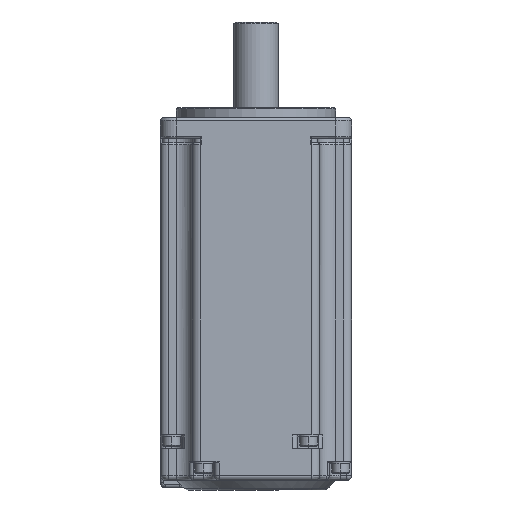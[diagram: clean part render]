
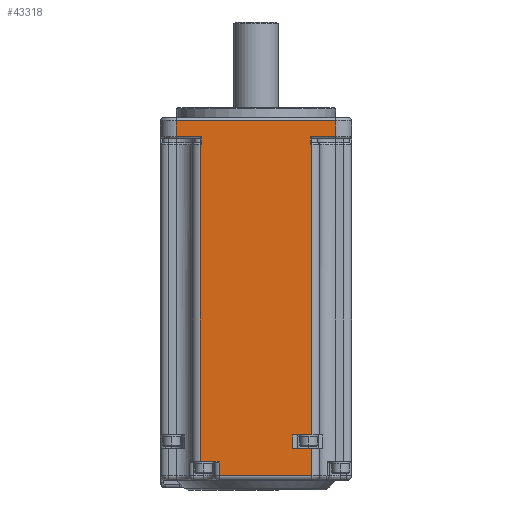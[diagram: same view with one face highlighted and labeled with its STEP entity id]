
A CAD part, front view. The second image highlights one B-rep face of the part: STEP entity #43318.
In plain terms, the highlighted planar face has unit normal (0, -1, 0).
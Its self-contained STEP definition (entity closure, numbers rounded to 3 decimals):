
#745=CARTESIAN_POINT('',(-125.,-30.,-1.));
#746=VERTEX_POINT('',#745);
#747=CARTESIAN_POINT('',(-125.,-30.,-6.));
#748=VERTEX_POINT('',#747);
#749=CARTESIAN_POINT('',(-125.,-30.,-1.));
#750=DIRECTION('',(0.,0.,-1.));
#751=VECTOR('',#750,5.);
#752=LINE('',#749,#751);
#753=EDGE_CURVE('',#746,#748,#752,.T.);
#953=CARTESIAN_POINT('',(-167.5,-30.,-108.));
#954=VERTEX_POINT('',#953);
#962=CARTESIAN_POINT('',(-167.5,-30.,-8.5));
#963=VERTEX_POINT('',#962);
#964=CARTESIAN_POINT('',(-167.5,-30.,-8.5));
#965=DIRECTION('',(0.,0.,-1.));
#966=VECTOR('',#965,99.5);
#967=LINE('',#964,#966);
#968=EDGE_CURVE('',#963,#954,#967,.T.);
#993=CARTESIAN_POINT('',(-132.5,-30.,-99.7));
#994=VERTEX_POINT('',#993);
#1012=CARTESIAN_POINT('',(-132.5,-30.,-8.5));
#1013=VERTEX_POINT('',#1012);
#1021=CARTESIAN_POINT('',(-132.5,-30.,-8.5));
#1022=DIRECTION('',(0.,0.,-1.));
#1023=VECTOR('',#1022,91.2);
#1024=LINE('',#1021,#1023);
#1025=EDGE_CURVE('',#1013,#994,#1024,.T.);
#1933=CARTESIAN_POINT('',(-133.,-30.,-8.5));
#1934=VERTEX_POINT('',#1933);
#1943=CARTESIAN_POINT('',(-133.,-30.,-8.5));
#1944=DIRECTION('',(1.,0.,0.));
#1945=VECTOR('',#1944,0.5);
#1946=LINE('',#1943,#1945);
#1947=EDGE_CURVE('',#1934,#1013,#1946,.T.);
#1971=CARTESIAN_POINT('',(-133.,-30.,-6.));
#1972=VERTEX_POINT('',#1971);
#1981=CARTESIAN_POINT('',(-133.,-30.,-6.));
#1982=DIRECTION('',(0.,0.,-1.));
#1983=VECTOR('',#1982,2.5);
#1984=LINE('',#1981,#1983);
#1985=EDGE_CURVE('',#1972,#1934,#1984,.T.);
#1998=CARTESIAN_POINT('',(-125.,-30.,-6.));
#1999=DIRECTION('',(-1.,0.,0.));
#2000=VECTOR('',#1999,8.);
#2001=LINE('',#1998,#2000);
#2002=EDGE_CURVE('',#748,#1972,#2001,.T.);
#2012=CARTESIAN_POINT('',(-175.,-30.,-1.));
#2013=VERTEX_POINT('',#2012);
#2021=CARTESIAN_POINT('',(-175.,-30.,-1.));
#2022=DIRECTION('',(1.,0.,0.));
#2023=VECTOR('',#2022,50.);
#2024=LINE('',#2021,#2023);
#2025=EDGE_CURVE('',#2013,#746,#2024,.T.);
#2047=CARTESIAN_POINT('',(-175.,-30.,-6.));
#2048=VERTEX_POINT('',#2047);
#2056=CARTESIAN_POINT('',(-175.,-30.,-6.));
#2057=DIRECTION('',(0.,0.,1.));
#2058=VECTOR('',#2057,5.);
#2059=LINE('',#2056,#2058);
#2060=EDGE_CURVE('',#2048,#2013,#2059,.T.);
#2079=CARTESIAN_POINT('',(-167.,-30.,-6.));
#2080=VERTEX_POINT('',#2079);
#2089=CARTESIAN_POINT('',(-167.,-30.,-6.));
#2090=DIRECTION('',(-1.,0.,0.));
#2091=VECTOR('',#2090,8.);
#2092=LINE('',#2089,#2091);
#2093=EDGE_CURVE('',#2080,#2048,#2092,.T.);
#2132=CARTESIAN_POINT('',(-167.,-30.,-8.5));
#2133=VERTEX_POINT('',#2132);
#2134=CARTESIAN_POINT('',(-167.,-30.,-8.5));
#2135=DIRECTION('',(0.,0.,1.));
#2136=VECTOR('',#2135,2.5);
#2137=LINE('',#2134,#2136);
#2138=EDGE_CURVE('',#2133,#2080,#2137,.T.);
#2177=CARTESIAN_POINT('',(-167.5,-30.,-8.5));
#2178=DIRECTION('',(1.,0.,0.));
#2179=VECTOR('',#2178,0.5);
#2180=LINE('',#2177,#2179);
#2181=EDGE_CURVE('',#963,#2133,#2180,.T.);
#43237=CARTESIAN_POINT('',(-150.,-30.,-56.75));
#43238=DIRECTION('',(0.,0.,-1.));
#43239=DIRECTION('',(0.,-1.,0.));
#43240=AXIS2_PLACEMENT_3D('',#43237,#43239,#43238);
#43241=PLANE('',#43240);
#43242=CARTESIAN_POINT('',(-162.597,-30.,-108.));
#43243=VERTEX_POINT('',#43242);
#43244=CARTESIAN_POINT('',(-167.5,-30.,-108.));
#43245=DIRECTION('',(1.,0.,0.));
#43246=VECTOR('',#43245,4.903);
#43247=LINE('',#43244,#43246);
#43248=EDGE_CURVE('',#954,#43243,#43247,.T.);
#43249=ORIENTED_EDGE('',*,*,#43248,.T.);
#43250=CARTESIAN_POINT('',(-161.5,-30.,-108.2));
#43251=VERTEX_POINT('',#43250);
#43252=CARTESIAN_POINT('',(-162.597,-30.,-108.));
#43253=CARTESIAN_POINT('',(-162.364,-30.,-108.));
#43254=CARTESIAN_POINT('',(-161.542,-30.,-108.15));
#43255=CARTESIAN_POINT('',(-161.5,-30.,-108.2));
#43256=B_SPLINE_CURVE_WITH_KNOTS('',3,(#43252,#43253,#43254,#43255),.UNSPECIFIED.,.F.,.U.,(4,4),(0.,1.),.UNSPECIFIED.);
#43257=EDGE_CURVE('',#43243,#43251,#43256,.T.);
#43258=ORIENTED_EDGE('',*,*,#43257,.T.);
#43259=CARTESIAN_POINT('',(-161.5,-30.,-112.5));
#43260=VERTEX_POINT('',#43259);
#43261=CARTESIAN_POINT('',(-161.5,-30.,-108.2));
#43262=DIRECTION('',(0.,0.,-1.));
#43263=VECTOR('',#43262,4.3);
#43264=LINE('',#43261,#43263);
#43265=EDGE_CURVE('',#43251,#43260,#43264,.T.);
#43266=ORIENTED_EDGE('',*,*,#43265,.T.);
#43267=CARTESIAN_POINT('',(-132.5,-30.,-112.5));
#43268=VERTEX_POINT('',#43267);
#43269=CARTESIAN_POINT('',(-132.5,-30.,-112.5));
#43270=DIRECTION('',(-1.,0.,0.));
#43271=VECTOR('',#43270,29.);
#43272=LINE('',#43269,#43271);
#43273=EDGE_CURVE('',#43268,#43260,#43272,.T.);
#43274=ORIENTED_EDGE('',*,*,#43273,.F.);
#43275=CARTESIAN_POINT('',(-132.5,-30.,-104.));
#43276=VERTEX_POINT('',#43275);
#43277=CARTESIAN_POINT('',(-132.5,-30.,-112.5));
#43278=DIRECTION('',(0.,0.,1.));
#43279=VECTOR('',#43278,8.5);
#43280=LINE('',#43277,#43279);
#43281=EDGE_CURVE('',#43268,#43276,#43280,.T.);
#43282=ORIENTED_EDGE('',*,*,#43281,.T.);
#43283=CARTESIAN_POINT('',(-138.5,-30.,-104.));
#43284=VERTEX_POINT('',#43283);
#43285=CARTESIAN_POINT('',(-132.5,-30.,-104.));
#43286=DIRECTION('',(-1.,0.,0.));
#43287=VECTOR('',#43286,6.);
#43288=LINE('',#43285,#43287);
#43289=EDGE_CURVE('',#43276,#43284,#43288,.T.);
#43290=ORIENTED_EDGE('',*,*,#43289,.T.);
#43291=CARTESIAN_POINT('',(-138.5,-30.,-99.7));
#43292=VERTEX_POINT('',#43291);
#43293=CARTESIAN_POINT('',(-138.5,-30.,-104.));
#43294=DIRECTION('',(0.,0.,1.));
#43295=VECTOR('',#43294,4.3);
#43296=LINE('',#43293,#43295);
#43297=EDGE_CURVE('',#43284,#43292,#43296,.T.);
#43298=ORIENTED_EDGE('',*,*,#43297,.T.);
#43299=CARTESIAN_POINT('',(-138.5,-30.,-99.7));
#43300=DIRECTION('',(1.,0.,0.));
#43301=VECTOR('',#43300,6.);
#43302=LINE('',#43299,#43301);
#43303=EDGE_CURVE('',#43292,#994,#43302,.T.);
#43304=ORIENTED_EDGE('',*,*,#43303,.T.);
#43305=ORIENTED_EDGE('',*,*,#1025,.F.);
#43306=ORIENTED_EDGE('',*,*,#1947,.F.);
#43307=ORIENTED_EDGE('',*,*,#1985,.F.);
#43308=ORIENTED_EDGE('',*,*,#2002,.F.);
#43309=ORIENTED_EDGE('',*,*,#753,.F.);
#43310=ORIENTED_EDGE('',*,*,#2025,.F.);
#43311=ORIENTED_EDGE('',*,*,#2060,.F.);
#43312=ORIENTED_EDGE('',*,*,#2093,.F.);
#43313=ORIENTED_EDGE('',*,*,#2138,.F.);
#43314=ORIENTED_EDGE('',*,*,#2181,.F.);
#43315=ORIENTED_EDGE('',*,*,#968,.T.);
#43316=EDGE_LOOP('',(#43249,#43258,#43266,#43274,#43282,#43290,#43298,#43304,#43305,#43306,#43307,#43308,#43309,#43310,#43311,#43312,#43313,#43314,#43315));
#43317=FACE_OUTER_BOUND('',#43316,.T.);
#43318=ADVANCED_FACE('',(#43317),#43241,.T.);
